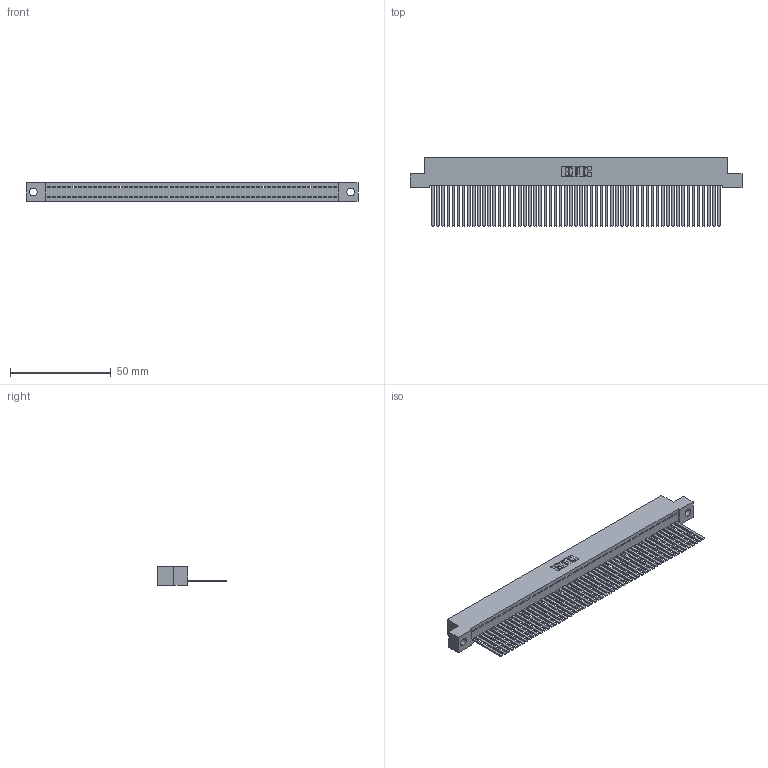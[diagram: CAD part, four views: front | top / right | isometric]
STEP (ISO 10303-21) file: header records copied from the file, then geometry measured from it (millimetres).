
FILE_DESCRIPTION (( 'STEP AP203' ), '1' );
FILE_NAME ('392-057-544-104.STEP', '2019-10-08T16:00:55', ( '' ), ( '' ), 'SwSTEP 2.0', 'SolidWorks 2016', '' );
FILE_SCHEMA (( 'CONFIG_CONTROL_DESIGN' ));
Length unit declared in the file: inch
Products named in the file (3): 345-292-001_345-293-144; 392-057-544-104; 342 Part_.156 TH
Assembly tree (58 placements, depth 2):
  392-057-544-104
    342 Part_.156 TH
    345-292-001_345-293-144  x57
Bounding box: 165.1 x 34.3 x 9.4 mm (x, y, z)
Volume: 15104.3 mm3; surface area: 24157.7 mm2
Topology: 58 solids, 58 shells, 3074 faces, 9305 edges, 6126 vertices
Faces by surface type: plane 2232, cylinder 842
Entity records: 32593 total; most frequent: CARTESIAN_POINT 5625, ORIENTED_EDGE 5618, DIRECTION 4711, EDGE_CURVE 2809, LINE 2685, VECTOR 2685, VERTEX_POINT 1870, AXIS2_PLACEMENT_3D 1013
